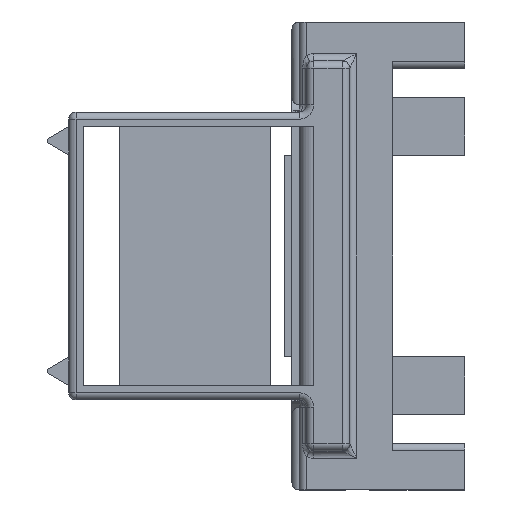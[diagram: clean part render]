
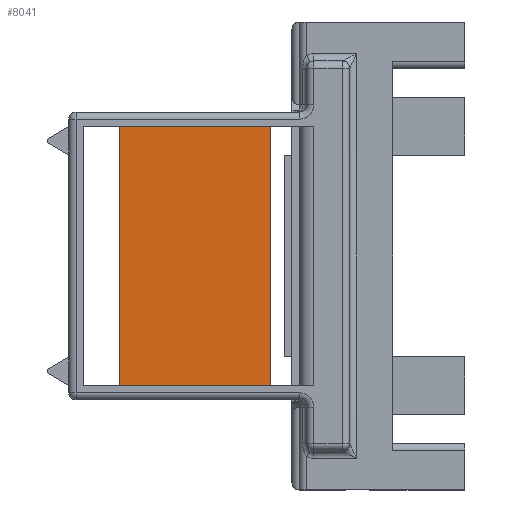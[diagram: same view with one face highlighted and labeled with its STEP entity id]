
A CAD part, left-side view. The second image highlights one B-rep face of the part: STEP entity #8041.
In plain terms, the highlighted planar face has unit normal (-1, 0, 0).
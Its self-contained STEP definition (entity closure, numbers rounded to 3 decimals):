
#193 = VECTOR ( 'NONE', #3832, 1000. ) ;
#345 = AXIS2_PLACEMENT_3D ( 'NONE', #2078, #3637, #2028 ) ;
#432 = VECTOR ( 'NONE', #5848, 1000. ) ;
#588 = ORIENTED_EDGE ( 'NONE', *, *, #7109, .F. ) ;
#1075 = VECTOR ( 'NONE', #3796, 1000. ) ;
#1093 = CARTESIAN_POINT ( 'NONE',  ( -45., 25., -18. ) ) ;
#1556 = ORIENTED_EDGE ( 'NONE', *, *, #5465, .T. ) ;
#1581 = DIRECTION ( 'NONE',  ( 0., -1., 0. ) ) ;
#1793 = LINE ( 'NONE', #2456, #432 ) ;
#2028 = DIRECTION ( 'NONE',  ( 0., 0., -1. ) ) ;
#2078 = CARTESIAN_POINT ( 'NONE',  ( -45., 25., 0. ) ) ;
#2223 = ORIENTED_EDGE ( 'NONE', *, *, #10761, .T. ) ;
#2456 = CARTESIAN_POINT ( 'NONE',  ( -45., 32., 18. ) ) ;
#2467 = LINE ( 'NONE', #5967, #10865 ) ;
#3045 = LINE ( 'NONE', #8827, #193 ) ;
#3060 = LINE ( 'NONE', #4686, #1075 ) ;
#3637 = DIRECTION ( 'NONE',  ( 1., 0., 0. ) ) ;
#3796 = DIRECTION ( 'NONE',  ( 0., 0., 1. ) ) ;
#3797 = VERTEX_POINT ( 'NONE', #8043 ) ;
#3832 = DIRECTION ( 'NONE',  ( 0., 0., 1. ) ) ;
#4635 = PLANE ( 'NONE',  #345 ) ;
#4686 = CARTESIAN_POINT ( 'NONE',  ( -45., 4., -19. ) ) ;
#4921 = CARTESIAN_POINT ( 'NONE',  ( -45., 4., 18. ) ) ;
#5436 = ORIENTED_EDGE ( 'NONE', *, *, #8834, .F. ) ;
#5465 = EDGE_CURVE ( 'NONE', #7666, #5924, #2467, .T. ) ;
#5848 = DIRECTION ( 'NONE',  ( 0., -1., 0. ) ) ;
#5924 = VERTEX_POINT ( 'NONE', #6836 ) ;
#5967 = CARTESIAN_POINT ( 'NONE',  ( -45., 32., -18. ) ) ;
#6139 = FACE_OUTER_BOUND ( 'NONE', #9708, .T. ) ;
#6720 = VERTEX_POINT ( 'NONE', #4921 ) ;
#6836 = CARTESIAN_POINT ( 'NONE',  ( -45., 4., -18. ) ) ;
#7109 = EDGE_CURVE ( 'NONE', #3797, #6720, #1793, .T. ) ;
#7666 = VERTEX_POINT ( 'NONE', #1093 ) ;
#8041 = ADVANCED_FACE ( 'NONE', ( #6139 ), #4635, .F. ) ;
#8043 = CARTESIAN_POINT ( 'NONE',  ( -45., 25., 18. ) ) ;
#8827 = CARTESIAN_POINT ( 'NONE',  ( -45., 25., 0. ) ) ;
#8834 = EDGE_CURVE ( 'NONE', #7666, #3797, #3045, .T. ) ;
#9708 = EDGE_LOOP ( 'NONE', ( #1556, #2223, #588, #5436 ) ) ;
#10761 = EDGE_CURVE ( 'NONE', #5924, #6720, #3060, .T. ) ;
#10865 = VECTOR ( 'NONE', #1581, 1000. ) ;
